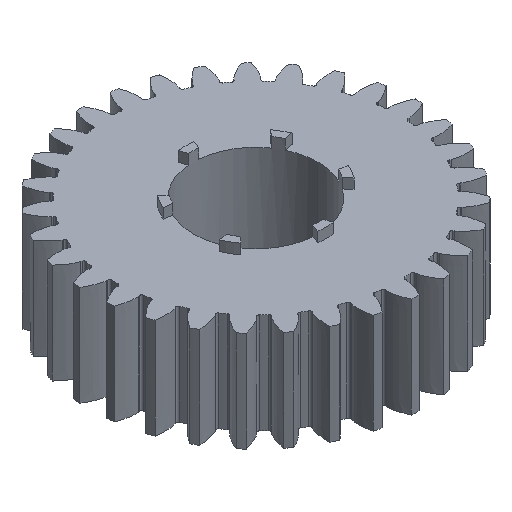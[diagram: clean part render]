
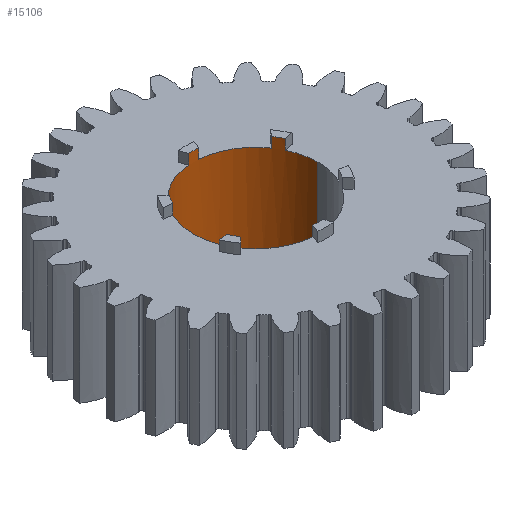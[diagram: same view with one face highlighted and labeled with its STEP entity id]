
A CAD part, isometric view. The second image highlights one B-rep face of the part: STEP entity #15106.
In plain terms, the highlighted cylindrical face has radius 31 mm (diameter 62 mm), a partial arc.
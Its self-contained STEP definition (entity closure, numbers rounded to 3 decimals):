
#57=CARTESIAN_POINT('Line Origine',(2.5,30.899,52.5)) ;
#61=CARTESIAN_POINT('Vertex',(2.5,30.899,50.)) ;
#63=CARTESIAN_POINT('Vertex',(2.5,30.899,55.)) ;
#132=CARTESIAN_POINT('Vertex',(-2.5,30.899,55.)) ;
#135=CARTESIAN_POINT('Axis2P3D Location',(0.,0.,55.)) ;
#156=CARTESIAN_POINT('Vertex',(-2.5,30.899,50.)) ;
#159=CARTESIAN_POINT('Line Origine',(-2.5,30.899,52.5)) ;
#176=CARTESIAN_POINT('Line Origine',(-25.509,17.615,52.5)) ;
#180=CARTESIAN_POINT('Vertex',(-25.509,17.615,50.)) ;
#182=CARTESIAN_POINT('Vertex',(-25.509,17.615,55.)) ;
#241=CARTESIAN_POINT('Vertex',(-28.009,13.284,55.)) ;
#244=CARTESIAN_POINT('Axis2P3D Location',(0.,0.,55.)) ;
#265=CARTESIAN_POINT('Vertex',(-28.009,13.284,50.)) ;
#268=CARTESIAN_POINT('Line Origine',(-28.009,13.284,52.5)) ;
#285=CARTESIAN_POINT('Line Origine',(28.009,13.284,52.5)) ;
#289=CARTESIAN_POINT('Vertex',(28.009,13.284,50.)) ;
#291=CARTESIAN_POINT('Vertex',(28.009,13.284,55.)) ;
#350=CARTESIAN_POINT('Vertex',(25.509,17.615,55.)) ;
#353=CARTESIAN_POINT('Axis2P3D Location',(0.,0.,55.)) ;
#374=CARTESIAN_POINT('Vertex',(25.509,17.615,50.)) ;
#377=CARTESIAN_POINT('Line Origine',(25.509,17.615,52.5)) ;
#8919=CARTESIAN_POINT('Vertex',(-31.,0.,50.)) ;
#8922=CARTESIAN_POINT('Axis2P3D Location',(0.,0.,50.)) ;
#8927=CARTESIAN_POINT('Axis2P3D Location',(0.,0.,50.)) ;
#8932=CARTESIAN_POINT('Axis2P3D Location',(0.,0.,50.)) ;
#8937=CARTESIAN_POINT('Axis2P3D Location',(0.,0.,50.)) ;
#8941=CARTESIAN_POINT('Vertex',(31.,0.,50.)) ;
#15031=CARTESIAN_POINT('Axis2P3D Location',(0.,0.,5.)) ;
#15035=CARTESIAN_POINT('Vertex',(31.,0.,5.)) ;
#15037=CARTESIAN_POINT('Vertex',(-31.,0.,5.)) ;
#15054=CARTESIAN_POINT('Axis2P3D Location',(0.,0.,27.5)) ;
#15059=CARTESIAN_POINT('Line Origine',(31.,0.,50.)) ;
#15064=CARTESIAN_POINT('Line Origine',(-31.,0.,50.)) ;
#58=DIRECTION('Vector Direction',(0.,0.,1.)) ;
#136=DIRECTION('Axis2P3D Direction',(0.,0.,1.)) ;
#160=DIRECTION('Vector Direction',(0.,0.,1.)) ;
#177=DIRECTION('Vector Direction',(0.,0.,1.)) ;
#245=DIRECTION('Axis2P3D Direction',(0.,0.,1.)) ;
#269=DIRECTION('Vector Direction',(0.,0.,1.)) ;
#286=DIRECTION('Vector Direction',(0.,0.,1.)) ;
#354=DIRECTION('Axis2P3D Direction',(0.,0.,1.)) ;
#378=DIRECTION('Vector Direction',(0.,0.,1.)) ;
#8923=DIRECTION('Axis2P3D Direction',(0.,0.,1.)) ;
#8928=DIRECTION('Axis2P3D Direction',(0.,0.,1.)) ;
#8933=DIRECTION('Axis2P3D Direction',(0.,0.,1.)) ;
#8938=DIRECTION('Axis2P3D Direction',(0.,0.,1.)) ;
#15032=DIRECTION('Axis2P3D Direction',(0.,0.,1.)) ;
#15055=DIRECTION('Axis2P3D Direction',(0.,0.,1.)) ;
#15056=DIRECTION('Axis2P3D XDirection',(1.,0.,0.)) ;
#15060=DIRECTION('Vector Direction',(0.,0.,1.)) ;
#15065=DIRECTION('Vector Direction',(0.,0.,1.)) ;
#137=AXIS2_PLACEMENT_3D('Circle Axis2P3D',#135,#136,$) ;
#246=AXIS2_PLACEMENT_3D('Circle Axis2P3D',#244,#245,$) ;
#355=AXIS2_PLACEMENT_3D('Circle Axis2P3D',#353,#354,$) ;
#8924=AXIS2_PLACEMENT_3D('Circle Axis2P3D',#8922,#8923,$) ;
#8929=AXIS2_PLACEMENT_3D('Circle Axis2P3D',#8927,#8928,$) ;
#8934=AXIS2_PLACEMENT_3D('Circle Axis2P3D',#8932,#8933,$) ;
#8939=AXIS2_PLACEMENT_3D('Circle Axis2P3D',#8937,#8938,$) ;
#15033=AXIS2_PLACEMENT_3D('Circle Axis2P3D',#15031,#15032,$) ;
#15057=AXIS2_PLACEMENT_3D('Cylinder Axis2P3D',#15054,#15055,#15056) ;
#15089=ORIENTED_EDGE('',*,*,#381,.F.) ;
#15090=ORIENTED_EDGE('',*,*,#8936,.T.) ;
#15091=ORIENTED_EDGE('',*,*,#65,.T.) ;
#15092=ORIENTED_EDGE('',*,*,#139,.F.) ;
#15093=ORIENTED_EDGE('',*,*,#163,.F.) ;
#15094=ORIENTED_EDGE('',*,*,#8931,.T.) ;
#15095=ORIENTED_EDGE('',*,*,#184,.T.) ;
#15096=ORIENTED_EDGE('',*,*,#248,.F.) ;
#15097=ORIENTED_EDGE('',*,*,#272,.F.) ;
#15098=ORIENTED_EDGE('',*,*,#8926,.T.) ;
#15099=ORIENTED_EDGE('',*,*,#15068,.T.) ;
#15100=ORIENTED_EDGE('',*,*,#15039,.F.) ;
#15101=ORIENTED_EDGE('',*,*,#15063,.F.) ;
#15102=ORIENTED_EDGE('',*,*,#8943,.T.) ;
#15103=ORIENTED_EDGE('',*,*,#293,.T.) ;
#15104=ORIENTED_EDGE('',*,*,#357,.F.) ;
#59=VECTOR('Line Direction',#58,1.) ;
#161=VECTOR('Line Direction',#160,1.) ;
#178=VECTOR('Line Direction',#177,1.) ;
#270=VECTOR('Line Direction',#269,1.) ;
#287=VECTOR('Line Direction',#286,1.) ;
#379=VECTOR('Line Direction',#378,1.) ;
#15061=VECTOR('Line Direction',#15060,1.) ;
#15066=VECTOR('Line Direction',#15065,1.) ;
#15106=ADVANCED_FACE('PartBody',(#15105),#15058,.F.) ;
#138=CIRCLE('generated circle',#137,31.) ;
#247=CIRCLE('generated circle',#246,31.) ;
#356=CIRCLE('generated circle',#355,31.) ;
#8925=CIRCLE('generated circle',#8924,31.) ;
#8930=CIRCLE('generated circle',#8929,31.) ;
#8935=CIRCLE('generated circle',#8934,31.) ;
#8940=CIRCLE('generated circle',#8939,31.) ;
#15034=CIRCLE('generated circle',#15033,31.) ;
#15058=CYLINDRICAL_SURFACE('generated cylinder',#15057,31.) ;
#65=EDGE_CURVE('',#62,#64,#60,.T.) ;
#139=EDGE_CURVE('',#133,#64,#138,.F.) ;
#163=EDGE_CURVE('',#157,#133,#162,.T.) ;
#184=EDGE_CURVE('',#181,#183,#179,.T.) ;
#248=EDGE_CURVE('',#242,#183,#247,.F.) ;
#272=EDGE_CURVE('',#266,#242,#271,.T.) ;
#293=EDGE_CURVE('',#290,#292,#288,.T.) ;
#357=EDGE_CURVE('',#351,#292,#356,.F.) ;
#381=EDGE_CURVE('',#375,#351,#380,.T.) ;
#8926=EDGE_CURVE('',#266,#8920,#8925,.T.) ;
#8931=EDGE_CURVE('',#157,#181,#8930,.T.) ;
#8936=EDGE_CURVE('',#375,#62,#8935,.T.) ;
#8943=EDGE_CURVE('',#8942,#290,#8940,.T.) ;
#15039=EDGE_CURVE('',#15036,#15038,#15034,.T.) ;
#15063=EDGE_CURVE('',#8942,#15036,#15062,.F.) ;
#15068=EDGE_CURVE('',#8920,#15038,#15067,.F.) ;
#15088=EDGE_LOOP('',(#15089,#15090,#15091,#15092,#15093,#15094,#15095,#15096,#15097,#15098,#15099,#15100,#15101,#15102,#15103,#15104)) ;
#15105=FACE_OUTER_BOUND('',#15088,.T.) ;
#60=LINE('Line',#57,#59) ;
#162=LINE('Line',#159,#161) ;
#179=LINE('Line',#176,#178) ;
#271=LINE('Line',#268,#270) ;
#288=LINE('Line',#285,#287) ;
#380=LINE('Line',#377,#379) ;
#15062=LINE('Line',#15059,#15061) ;
#15067=LINE('Line',#15064,#15066) ;
#62=VERTEX_POINT('',#61) ;
#64=VERTEX_POINT('',#63) ;
#133=VERTEX_POINT('',#132) ;
#157=VERTEX_POINT('',#156) ;
#181=VERTEX_POINT('',#180) ;
#183=VERTEX_POINT('',#182) ;
#242=VERTEX_POINT('',#241) ;
#266=VERTEX_POINT('',#265) ;
#290=VERTEX_POINT('',#289) ;
#292=VERTEX_POINT('',#291) ;
#351=VERTEX_POINT('',#350) ;
#375=VERTEX_POINT('',#374) ;
#8920=VERTEX_POINT('',#8919) ;
#8942=VERTEX_POINT('',#8941) ;
#15036=VERTEX_POINT('',#15035) ;
#15038=VERTEX_POINT('',#15037) ;
